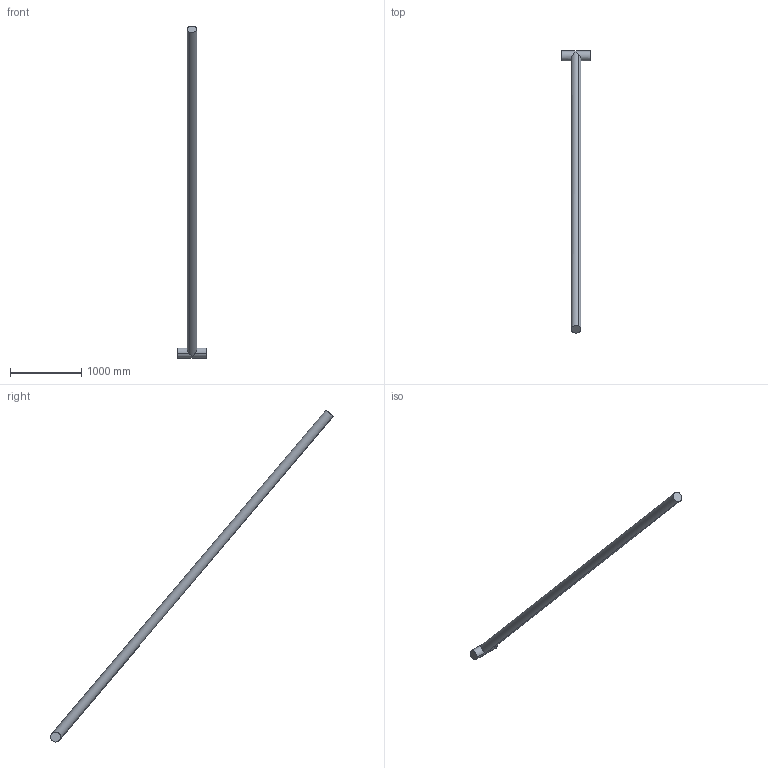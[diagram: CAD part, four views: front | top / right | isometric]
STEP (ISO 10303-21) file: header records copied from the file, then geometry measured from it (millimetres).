
FILE_DESCRIPTION(('CATIA V5 STEP Exchange','CAx-IF Rec.Pracs.--- Model Styling and Organization---1.5--- 2016-08-15','CAx-IF Rec.Pracs.---Supplemental Geometry---1.0---2011-11-01','CAx-IF Rec.Pracs.--- Composite Materials ---3.4---2017-06-13','CAx-IF Rec.Pracs.---Tessellated 3D Geometry---1.0---2015-12-17'),'2;1');
FILE_NAME('Piston_2.stp','2024-06-28T20:07:44+00:00',('none'),('none'),'CATIA Version 5-6 Release 2020','CATIA V5 STEP AP242 v1','none');
FILE_SCHEMA(('AP242_MANAGED_MODEL_BASED_3D_ENGINEERING_MIM_LF {1 0 10303 442 1 1 4}'));
Length unit declared in the file: millimetre
Products named in the file (1): Piston_2
Bounding box: 400 x 3969.81 x 4659.87 mm (x, y, z)
Volume: 96895693.5 mm3; surface area: 2801564.3 mm2
Topology: 1 solids, 1 shells, 7 faces, 17 edges, 12 vertices
Faces by surface type: cylinder 4, plane 3
Entity records: 303 total; most frequent: CARTESIAN_POINT 132, ORIENTED_EDGE 34, DIRECTION 21, EDGE_CURVE 17, AXIS2_PLACEMENT_3D 12, VERTEX_POINT 12, EDGE_LOOP 7, ADVANCED_FACE 7
